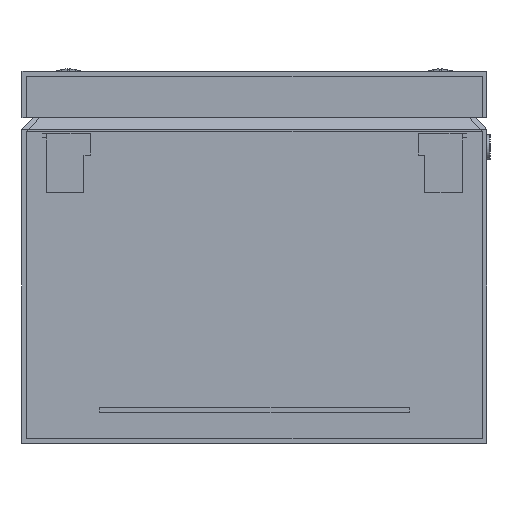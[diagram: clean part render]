
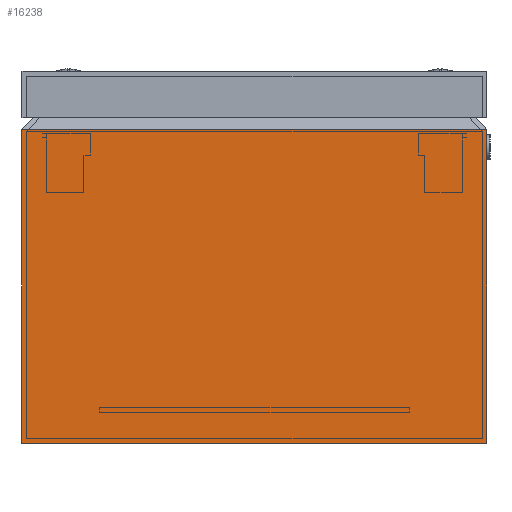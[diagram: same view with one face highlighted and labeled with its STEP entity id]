
A CAD part, left-side view. The second image highlights one B-rep face of the part: STEP entity #16238.
In plain terms, the highlighted planar face has unit normal (-1, 0, 0).
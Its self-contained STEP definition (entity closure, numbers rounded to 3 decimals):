
#344 = VECTOR ( 'NONE', #10015, 1000. ) ;
#1557 = AXIS2_PLACEMENT_3D ( 'NONE', #3803, #4136, #7392 ) ;
#2408 = ORIENTED_EDGE ( 'NONE', *, *, #2680, .F. ) ;
#2680 = EDGE_CURVE ( 'NONE', #11711, #8784, #6739, .T. ) ;
#3184 = DIRECTION ( 'NONE',  ( 0., 0., 1. ) ) ;
#3453 = CARTESIAN_POINT ( 'NONE',  ( 0., 0., 101.167 ) ) ;
#3803 = CARTESIAN_POINT ( 'NONE',  ( 0., 0., 0. ) ) ;
#3899 = VERTEX_POINT ( 'NONE', #9381 ) ;
#4136 = DIRECTION ( 'NONE',  ( -1., 0., 0. ) ) ;
#5050 = ORIENTED_EDGE ( 'NONE', *, *, #12274, .T. ) ;
#5265 = DIRECTION ( 'NONE',  ( 0., 1., 0. ) ) ;
#6570 = ORIENTED_EDGE ( 'NONE', *, *, #15057, .T. ) ;
#6739 = LINE ( 'NONE', #11946, #7895 ) ;
#6829 = LINE ( 'NONE', #3453, #344 ) ;
#7392 = DIRECTION ( 'NONE',  ( 0., 0., 1. ) ) ;
#7618 = CARTESIAN_POINT ( 'NONE',  ( 0., 0., 0. ) ) ;
#7895 = VECTOR ( 'NONE', #5265, 1000. ) ;
#8784 = VERTEX_POINT ( 'NONE', #18401 ) ;
#9321 = ORIENTED_EDGE ( 'NONE', *, *, #19602, .F. ) ;
#9381 = CARTESIAN_POINT ( 'NONE',  ( 0., 150., 101.167 ) ) ;
#9457 = VERTEX_POINT ( 'NONE', #13188 ) ;
#10015 = DIRECTION ( 'NONE',  ( 0., 1., 0. ) ) ;
#11711 = VERTEX_POINT ( 'NONE', #12882 ) ;
#11946 = CARTESIAN_POINT ( 'NONE',  ( 0., 0., 0. ) ) ;
#12043 = VECTOR ( 'NONE', #3184, 1000. ) ;
#12274 = EDGE_CURVE ( 'NONE', #9457, #3899, #6829, .T. ) ;
#12586 = EDGE_LOOP ( 'NONE', ( #5050, #9321, #2408, #6570 ) ) ;
#12882 = CARTESIAN_POINT ( 'NONE',  ( 0., 0., 0. ) ) ;
#13188 = CARTESIAN_POINT ( 'NONE',  ( 0., 0., 101.167 ) ) ;
#14399 = FACE_OUTER_BOUND ( 'NONE', #12586, .T. ) ;
#15057 = EDGE_CURVE ( 'NONE', #11711, #9457, #20206, .T. ) ;
#16238 = ADVANCED_FACE ( 'NONE', ( #14399 ), #19255, .T. ) ;
#16527 = LINE ( 'NONE', #21600, #18886 ) ;
#18401 = CARTESIAN_POINT ( 'NONE',  ( 0., 150., 0. ) ) ;
#18886 = VECTOR ( 'NONE', #20123, 1000. ) ;
#19255 = PLANE ( 'NONE',  #1557 ) ;
#19602 = EDGE_CURVE ( 'NONE', #8784, #3899, #16527, .T. ) ;
#20123 = DIRECTION ( 'NONE',  ( 0., 0., 1. ) ) ;
#20206 = LINE ( 'NONE', #7618, #12043 ) ;
#21600 = CARTESIAN_POINT ( 'NONE',  ( 0., 150., 0. ) ) ;
